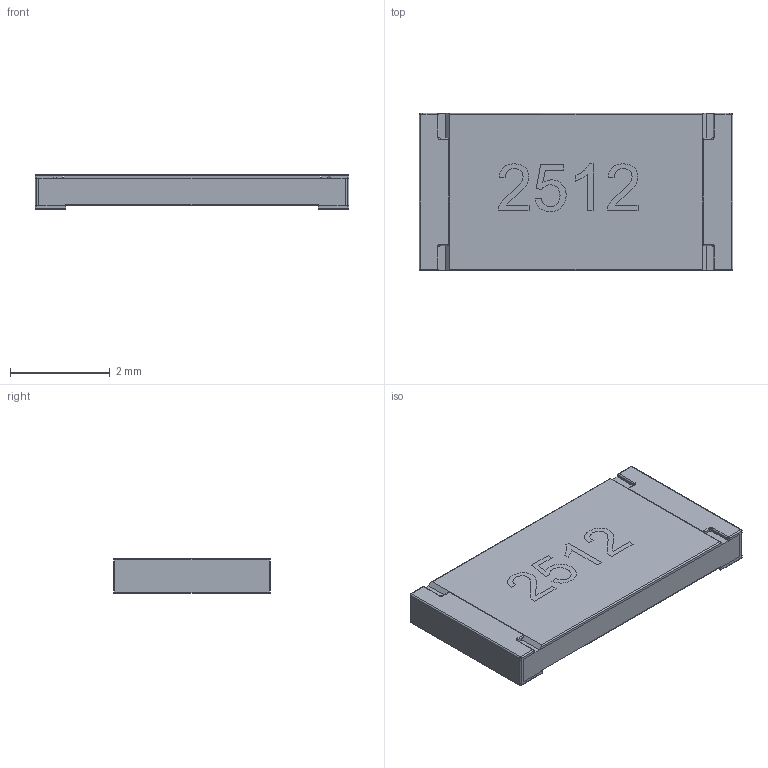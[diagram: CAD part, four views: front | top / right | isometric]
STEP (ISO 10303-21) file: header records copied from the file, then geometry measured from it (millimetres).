
FILE_DESCRIPTION(/* description */ (''),/* implementation_level */ '2;1');
FILE_NAME(/* name */ 'RES - 2512.step',/* time_stamp */ '2019-12-16T00:04:42+00:00',/* author */ (''),/* organization */ (''),/* preprocessor_version */ 'ST-DEVELOPER v18',/* originating_system */ 'Autodesk Translation Framework v8.12.0.6',/* authorisation */ '');
FILE_SCHEMA (('AUTOMOTIVE_DESIGN { 1 0 10303 214 3 1 1 }'));
Length unit declared in the file: millimetre
Products named in the file (1): RES - 2512
Bounding box: 6.3 x 3.15 x 0.7 mm (x, y, z)
Volume: 12.7 mm3; surface area: 53.2 mm2
Topology: 1 solids, 1 shells, 114 faces, 327 edges, 219 vertices
Faces by surface type: cylinder 50, plane 48, sphere 12, torus 4
Entity records: 3923 total; most frequent: CARTESIAN_POINT 881, ORIENTED_EDGE 654, DIRECTION 590, EDGE_CURVE 327, VERTEX_POINT 219, AXIS2_PLACEMENT_3D 203, LINE 184, VECTOR 184
